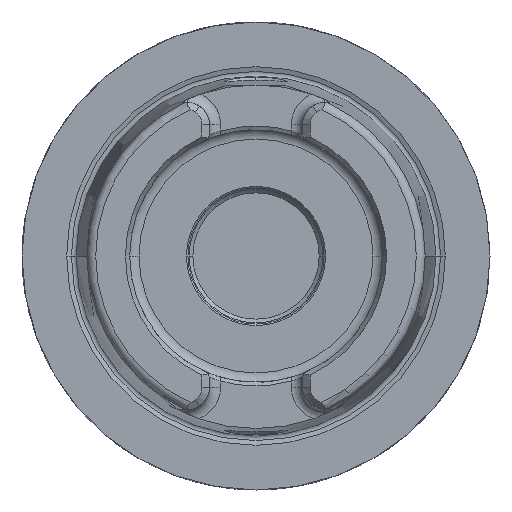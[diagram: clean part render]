
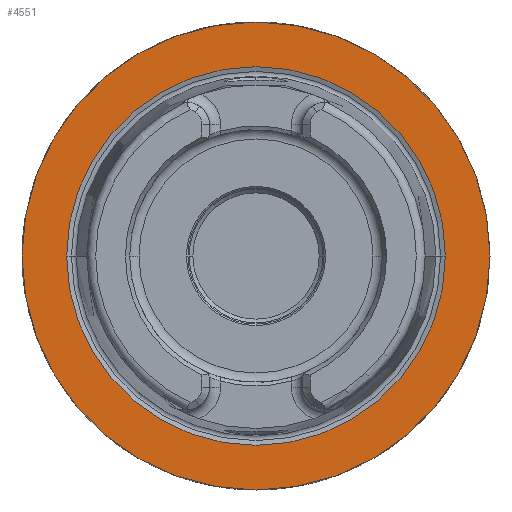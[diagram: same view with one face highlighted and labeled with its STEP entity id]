
A CAD part, left-side view. The second image highlights one B-rep face of the part: STEP entity #4551.
In plain terms, the highlighted planar face has unit normal (-1, 0, 0).
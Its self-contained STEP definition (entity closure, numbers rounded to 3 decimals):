
#1068=CARTESIAN_POINT('',(0.,0.,0.));
#1069=DIRECTION('',(1.,0.,0.));
#1070=DIRECTION('',(0.,1.,0.));
#1071=AXIS2_PLACEMENT_3D('',#1068,#1069,#1070);
#1073=CARTESIAN_POINT('',(0.,0.,0.));
#1074=DIRECTION('',(-1.,0.,0.));
#1075=DIRECTION('',(0.,1.,0.));
#1076=AXIS2_PLACEMENT_3D('',#1073,#1074,#1075);
#1078=CARTESIAN_POINT('',(0.,0.,0.));
#1079=DIRECTION('',(-1.,0.,0.));
#1080=DIRECTION('',(0.,-1.,0.));
#1081=AXIS2_PLACEMENT_3D('',#1078,#1079,#1080);
#1083=CARTESIAN_POINT('',(0.,0.,0.));
#1084=DIRECTION('',(-1.,0.,0.));
#1085=DIRECTION('',(0.,1.,0.));
#1086=AXIS2_PLACEMENT_3D('',#1083,#1084,#1085);
#2788=CARTESIAN_POINT('',(0.,31.5,0.));
#2789=CARTESIAN_POINT('',(0.,-31.5,0.));
#2790=VERTEX_POINT('',#2788);
#2791=VERTEX_POINT('',#2789);
#2816=CARTESIAN_POINT('',(0.,-25.49,0.));
#2817=VERTEX_POINT('',#2816);
#2818=CARTESIAN_POINT('',(0.,25.49,0.));
#2819=VERTEX_POINT('',#2818);
#4536=CARTESIAN_POINT('',(0.,0.,0.));
#4537=DIRECTION('',(1.,0.,0.));
#4538=DIRECTION('',(0.,-1.,0.));
#4539=AXIS2_PLACEMENT_3D('',#4536,#4537,#4538);
#4540=PLANE('',#4539);
#4542=ORIENTED_EDGE('',*,*,#4541,.T.);
#4544=ORIENTED_EDGE('',*,*,#4543,.F.);
#4545=EDGE_LOOP('',(#4542,#4544));
#4546=FACE_OUTER_BOUND('',#4545,.F.);
#4547=ORIENTED_EDGE('',*,*,#4531,.T.);
#4548=ORIENTED_EDGE('',*,*,#4515,.T.);
#4549=EDGE_LOOP('',(#4547,#4548));
#4550=FACE_BOUND('',#4549,.F.);
#4551=ADVANCED_FACE('',(#4546,#4550),#4540,.F.);
#1072=CIRCLE('',#1071,31.5);
#1077=CIRCLE('',#1076,31.5);
#1082=CIRCLE('',#1081,25.49);
#1087=CIRCLE('',#1086,25.49);
#4515=EDGE_CURVE('',#2819,#2817,#1087,.T.);
#4531=EDGE_CURVE('',#2817,#2819,#1082,.T.);
#4541=EDGE_CURVE('',#2790,#2791,#1072,.T.);
#4543=EDGE_CURVE('',#2790,#2791,#1077,.T.);
